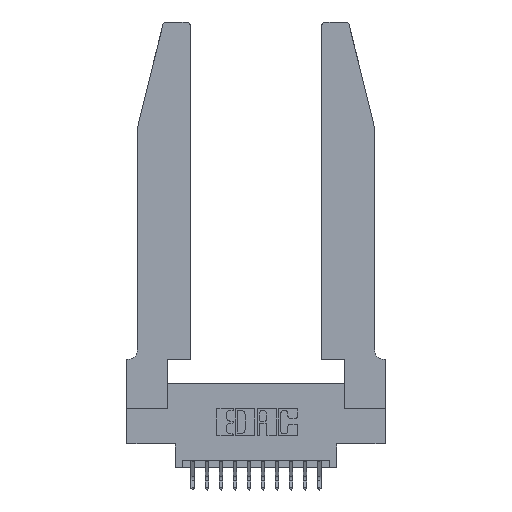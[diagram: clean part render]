
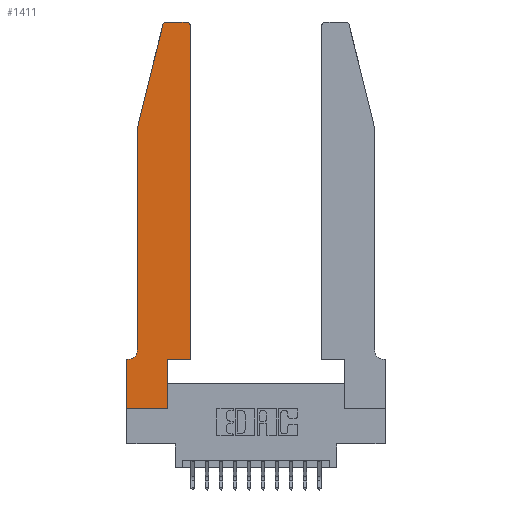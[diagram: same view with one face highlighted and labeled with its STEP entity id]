
A CAD part, top view. The second image highlights one B-rep face of the part: STEP entity #1411.
In plain terms, the highlighted planar face has unit normal (0, 0, 1).
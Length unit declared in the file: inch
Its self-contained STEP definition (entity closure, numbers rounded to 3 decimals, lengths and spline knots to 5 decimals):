
#70 = VECTOR ( 'NONE', #15859, 39.37008 ) ;
#302 = VERTEX_POINT ( 'NONE', #1040 ) ;
#363 = CARTESIAN_POINT ( 'NONE',  ( 0.4505, 0.35, 0.37 ) ) ;
#433 = PLANE ( 'NONE',  #8628 ) ;
#617 = DIRECTION ( 'NONE',  ( 0., 0., 1. ) ) ;
#946 = VERTEX_POINT ( 'NONE', #15308 ) ;
#1040 = CARTESIAN_POINT ( 'NONE',  ( 0., 0.35, 0.37 ) ) ;
#1149 = ORIENTED_EDGE ( 'NONE', *, *, #9693, .T. ) ;
#1164 = CARTESIAN_POINT ( 'NONE',  ( 0.0055, 0.35, 0.37 ) ) ;
#1411 = ADVANCED_FACE ( 'NONE', ( #6147 ), #433, .T. ) ;
#1779 = CARTESIAN_POINT ( 'NONE',  ( 0.4205, 2.75, 0.37 ) ) ;
#2514 = EDGE_CURVE ( 'NONE', #2550, #9670, #15443, .T. ) ;
#2543 = CARTESIAN_POINT ( 'NONE',  ( 0.0055, 0.42, 0.37 ) ) ;
#2550 = VERTEX_POINT ( 'NONE', #13718 ) ;
#2695 = DIRECTION ( 'NONE',  ( -0.239, -0.971, 0. ) ) ;
#2774 = VECTOR ( 'NONE', #4943, 39.37008 ) ;
#3511 = AXIS2_PLACEMENT_3D ( 'NONE', #2543, #16924, #15758 ) ;
#3939 = VECTOR ( 'NONE', #7911, 39.37008 ) ;
#4063 = VERTEX_POINT ( 'NONE', #1164 ) ;
#4094 = VECTOR ( 'NONE', #2695, 39.37008 ) ;
#4147 = CIRCLE ( 'NONE', #3511, 0.07 ) ;
#4344 = CIRCLE ( 'NONE', #16026, 0.03 ) ;
#4366 = ORIENTED_EDGE ( 'NONE', *, *, #5808, .T. ) ;
#4943 = DIRECTION ( 'NONE',  ( 1., 0., 0. ) ) ;
#5013 = DIRECTION ( 'NONE',  ( 0., -1., 0. ) ) ;
#5045 = VECTOR ( 'NONE', #10992, 39.37008 ) ;
#5466 = CARTESIAN_POINT ( 'NONE',  ( 0.0755, 2., 0.37 ) ) ;
#5501 = CIRCLE ( 'NONE', #14616, 0.03 ) ;
#5558 = EDGE_CURVE ( 'NONE', #4063, #302, #9138, .T. ) ;
#5707 = VERTEX_POINT ( 'NONE', #8493 ) ;
#5791 = CARTESIAN_POINT ( 'NONE',  ( 0.0755, 2., 0.37 ) ) ;
#5808 = EDGE_CURVE ( 'NONE', #9255, #4063, #4147, .T. ) ;
#5949 = LINE ( 'NONE', #6738, #70 ) ;
#6078 = CARTESIAN_POINT ( 'NONE',  ( 0.4505, 0.35, 0.37 ) ) ;
#6147 = FACE_OUTER_BOUND ( 'NONE', #8538, .T. ) ;
#6335 = LINE ( 'NONE', #16922, #2774 ) ;
#6696 = ORIENTED_EDGE ( 'NONE', *, *, #14016, .T. ) ;
#6738 = CARTESIAN_POINT ( 'NONE',  ( 0., 0., 0.37 ) ) ;
#6806 = VERTEX_POINT ( 'NONE', #5791 ) ;
#7235 = EDGE_CURVE ( 'NONE', #946, #6806, #7643, .T. ) ;
#7492 = LINE ( 'NONE', #7852, #3939 ) ;
#7551 = ORIENTED_EDGE ( 'NONE', *, *, #2514, .T. ) ;
#7643 = LINE ( 'NONE', #5466, #4094 ) ;
#7804 = EDGE_CURVE ( 'NONE', #6806, #9255, #8846, .T. ) ;
#7852 = CARTESIAN_POINT ( 'NONE',  ( 0.2605, 2.75, 0.37 ) ) ;
#7911 = DIRECTION ( 'NONE',  ( -1., 0., 0. ) ) ;
#8259 = ORIENTED_EDGE ( 'NONE', *, *, #7235, .T. ) ;
#8302 = VERTEX_POINT ( 'NONE', #1779 ) ;
#8442 = DIRECTION ( 'NONE',  ( 1., 0., 0. ) ) ;
#8493 = CARTESIAN_POINT ( 'NONE',  ( 0.2865, 0., 0.37 ) ) ;
#8504 = CARTESIAN_POINT ( 'NONE',  ( 0.0755, 0.35, 0.37 ) ) ;
#8538 = EDGE_LOOP ( 'NONE', ( #6696, #9913, #8259, #17278, #4366, #8552, #9756, #1149, #11763, #7551, #14503, #10642 ) ) ;
#8550 = DIRECTION ( 'NONE',  ( 1., 0., 0. ) ) ;
#8552 = ORIENTED_EDGE ( 'NONE', *, *, #5558, .T. ) ;
#8559 = CARTESIAN_POINT ( 'NONE',  ( 0.4205, 2.72, 0.37 ) ) ;
#8628 = AXIS2_PLACEMENT_3D ( 'NONE', #16394, #617, #8442 ) ;
#8846 = LINE ( 'NONE', #15708, #16131 ) ;
#8922 = CARTESIAN_POINT ( 'NONE',  ( 0.284, 2.75, 0.37 ) ) ;
#9099 = VECTOR ( 'NONE', #14552, 39.37008 ) ;
#9138 = LINE ( 'NONE', #8504, #13499 ) ;
#9213 = CARTESIAN_POINT ( 'NONE',  ( 0.2865, 0.35, 0.37 ) ) ;
#9225 = CARTESIAN_POINT ( 'NONE',  ( 0.0755, 0.42, 0.37 ) ) ;
#9255 = VERTEX_POINT ( 'NONE', #9225 ) ;
#9670 = VERTEX_POINT ( 'NONE', #14188 ) ;
#9693 = EDGE_CURVE ( 'NONE', #15679, #5707, #6335, .T. ) ;
#9756 = ORIENTED_EDGE ( 'NONE', *, *, #15776, .T. ) ;
#9913 = ORIENTED_EDGE ( 'NONE', *, *, #14369, .T. ) ;
#10384 = VECTOR ( 'NONE', #12587, 39.37008 ) ;
#10642 = ORIENTED_EDGE ( 'NONE', *, *, #16075, .T. ) ;
#10992 = DIRECTION ( 'NONE',  ( 1., 0., 0. ) ) ;
#11113 = DIRECTION ( 'NONE',  ( 1., 0., 0. ) ) ;
#11229 = DIRECTION ( 'NONE',  ( 0., 0., 1. ) ) ;
#11763 = ORIENTED_EDGE ( 'NONE', *, *, #15277, .T. ) ;
#12417 = CARTESIAN_POINT ( 'NONE',  ( 0.4505, 2.72, 0.37 ) ) ;
#12587 = DIRECTION ( 'NONE',  ( 0., 1., 0. ) ) ;
#12610 = DIRECTION ( 'NONE',  ( -1., 0., 0. ) ) ;
#12618 = LINE ( 'NONE', #9213, #9099 ) ;
#13120 = EDGE_CURVE ( 'NONE', #9670, #15014, #17251, .T. ) ;
#13290 = VERTEX_POINT ( 'NONE', #8922 ) ;
#13499 = VECTOR ( 'NONE', #12610, 39.37008 ) ;
#13718 = CARTESIAN_POINT ( 'NONE',  ( 0.2865, 0.35, 0.37 ) ) ;
#14016 = EDGE_CURVE ( 'NONE', #8302, #13290, #7492, .T. ) ;
#14188 = CARTESIAN_POINT ( 'NONE',  ( 0.4505, 0.35, 0.37 ) ) ;
#14369 = EDGE_CURVE ( 'NONE', #13290, #946, #4344, .T. ) ;
#14503 = ORIENTED_EDGE ( 'NONE', *, *, #13120, .T. ) ;
#14552 = DIRECTION ( 'NONE',  ( 0., 1., 0. ) ) ;
#14616 = AXIS2_PLACEMENT_3D ( 'NONE', #8559, #11229, #11113 ) ;
#15014 = VERTEX_POINT ( 'NONE', #12417 ) ;
#15215 = CARTESIAN_POINT ( 'NONE',  ( 0.284, 2.72, 0.37 ) ) ;
#15277 = EDGE_CURVE ( 'NONE', #5707, #2550, #12618, .T. ) ;
#15308 = CARTESIAN_POINT ( 'NONE',  ( 0.25487, 2.72718, 0.37 ) ) ;
#15379 = DIRECTION ( 'NONE',  ( 0., 0., 1. ) ) ;
#15443 = LINE ( 'NONE', #363, #5045 ) ;
#15679 = VERTEX_POINT ( 'NONE', #16851 ) ;
#15708 = CARTESIAN_POINT ( 'NONE',  ( 0.0755, 2., 0.37 ) ) ;
#15758 = DIRECTION ( 'NONE',  ( -1., 0., 0. ) ) ;
#15776 = EDGE_CURVE ( 'NONE', #302, #15679, #5949, .T. ) ;
#15859 = DIRECTION ( 'NONE',  ( 0., -1., 0. ) ) ;
#16026 = AXIS2_PLACEMENT_3D ( 'NONE', #15215, #15379, #8550 ) ;
#16075 = EDGE_CURVE ( 'NONE', #15014, #8302, #5501, .T. ) ;
#16131 = VECTOR ( 'NONE', #5013, 39.37008 ) ;
#16394 = CARTESIAN_POINT ( 'NONE',  ( 0., 0.35, 0.37 ) ) ;
#16851 = CARTESIAN_POINT ( 'NONE',  ( 0., 0., 0.37 ) ) ;
#16922 = CARTESIAN_POINT ( 'NONE',  ( 0., 0., 0.37 ) ) ;
#16924 = DIRECTION ( 'NONE',  ( 0., 0., -1. ) ) ;
#17251 = LINE ( 'NONE', #6078, #10384 ) ;
#17278 = ORIENTED_EDGE ( 'NONE', *, *, #7804, .T. ) ;
